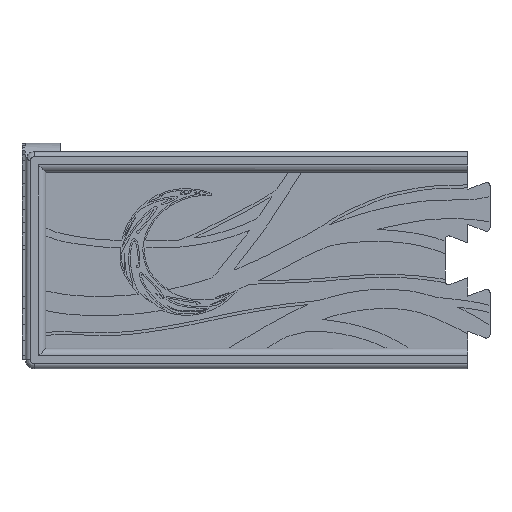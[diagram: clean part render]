
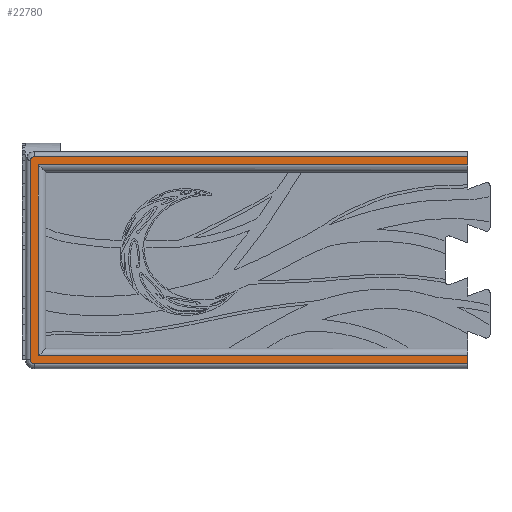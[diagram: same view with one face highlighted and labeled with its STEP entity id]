
A CAD part, front view. The second image highlights one B-rep face of the part: STEP entity #22780.
In plain terms, the highlighted planar face has unit normal (0, -1, 0).
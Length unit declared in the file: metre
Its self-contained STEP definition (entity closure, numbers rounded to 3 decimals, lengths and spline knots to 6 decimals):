
#248=LINE('',#31304,#3415);
#249=LINE('',#31388,#3416);
#653=LINE('',#32256,#3820);
#655=LINE('',#32262,#3822);
#657=LINE('',#32266,#3824);
#661=LINE('',#32276,#3828);
#667=LINE('',#32293,#3834);
#3415=VECTOR('',#25332,1.);
#3416=VECTOR('',#25341,1.);
#3820=VECTOR('',#25785,1.);
#3822=VECTOR('',#25791,1.);
#3824=VECTOR('',#25795,1.);
#3828=VECTOR('',#25805,1.);
#3834=VECTOR('',#25819,1.);
#6539=B_SPLINE_CURVE_WITH_KNOTS('',3,(#31331,#31332,#31333,#31334,#31335),
 .UNSPECIFIED.,.F.,.F.,(4,1,4),(0.750419,0.875209,1.),
 .UNSPECIFIED.);
#6544=B_SPLINE_CURVE_WITH_KNOTS('',3,(#31380,#31381,#31382,#31383,#31384),
 .UNSPECIFIED.,.F.,.F.,(4,1,4),(0.,0.5,1.),.UNSPECIFIED.);
#6545=B_SPLINE_CURVE_WITH_KNOTS('',3,(#31390,#31391,#31392,#31393),
 .UNSPECIFIED.,.F.,.F.,(4,4),(0.037663,1.),.UNSPECIFIED.);
#7455=ORIENTED_EDGE('',*,*,#14103,.T.);
#7456=ORIENTED_EDGE('',*,*,#13665,.T.);
#7457=ORIENTED_EDGE('',*,*,#13667,.T.);
#7458=ORIENTED_EDGE('',*,*,#13676,.T.);
#7459=ORIENTED_EDGE('',*,*,#13673,.T.);
#7460=ORIENTED_EDGE('',*,*,#13675,.T.);
#7461=ORIENTED_EDGE('',*,*,#14111,.T.);
#7462=ORIENTED_EDGE('',*,*,#14098,.T.);
#7463=ORIENTED_EDGE('',*,*,#14093,.T.);
#7464=ORIENTED_EDGE('',*,*,#14096,.T.);
#13665=EDGE_CURVE('',#17077,#17076,#248,.F.);
#13667=EDGE_CURVE('',#17076,#17078,#6539,.T.);
#13673=EDGE_CURVE('',#17080,#17081,#6544,.T.);
#13675=EDGE_CURVE('',#17081,#17082,#249,.F.);
#13676=EDGE_CURVE('',#17078,#17080,#6545,.T.);
#14093=EDGE_CURVE('',#17493,#17495,#653,.F.);
#14096=EDGE_CURVE('',#17495,#17497,#655,.F.);
#14098=EDGE_CURVE('',#17499,#17493,#657,.T.);
#14103=EDGE_CURVE('',#17497,#17077,#661,.T.);
#14111=EDGE_CURVE('',#17082,#17499,#667,.T.);
#17076=VERTEX_POINT('',#31303);
#17077=VERTEX_POINT('',#31305);
#17078=VERTEX_POINT('',#31336);
#17080=VERTEX_POINT('',#31372);
#17081=VERTEX_POINT('',#31379);
#17082=VERTEX_POINT('',#31387);
#17493=VERTEX_POINT('',#32251);
#17495=VERTEX_POINT('',#32255);
#17497=VERTEX_POINT('',#32261);
#17499=VERTEX_POINT('',#32267);
#19305=EDGE_LOOP('',(#7455,#7456,#7457,#7458,#7459,#7460,#7461,#7462,#7463,
#7464));
#20530=FACE_BOUND('',#19305,.T.);
#21700=PLANE('',#24032);
#22780=ADVANCED_FACE('',(#20530),#21700,.T.);
#24032=AXIS2_PLACEMENT_3D('',#32419,#25935,#25936);
#25332=DIRECTION('',(1.,0.,0.));
#25341=DIRECTION('',(-1.,0.,0.));
#25785=DIRECTION('',(0.,0.,-1.));
#25791=DIRECTION('',(-1.,0.,0.));
#25795=DIRECTION('',(-1.,0.,0.));
#25805=DIRECTION('',(0.,0.,1.));
#25819=DIRECTION('',(0.,0.,1.));
#25935=DIRECTION('',(0.,-1.,0.));
#25936=DIRECTION('',(1.,0.,0.));
#31303=CARTESIAN_POINT('',(-0.25,-0.02,0.044672));
#31304=CARTESIAN_POINT('',(0.,-0.02,0.044672));
#31305=CARTESIAN_POINT('',(0.,-0.02,0.044672));
#31331=CARTESIAN_POINT('',(-0.25,-0.02,0.044672));
#31332=CARTESIAN_POINT('',(-0.250568,-0.02,0.044672));
#31333=CARTESIAN_POINT('',(-0.251698,-0.02,0.0442));
#31334=CARTESIAN_POINT('',(-0.252171,-0.02,0.043079));
#31335=CARTESIAN_POINT('',(-0.252171,-0.02,0.042506));
#31336=CARTESIAN_POINT('',(-0.252172,-0.02,0.042503));
#31372=CARTESIAN_POINT('',(-0.252172,-0.02,-0.0725));
#31379=CARTESIAN_POINT('',(-0.25,-0.02,-0.074672));
#31380=CARTESIAN_POINT('',(-0.252172,-0.02,-0.0725));
#31381=CARTESIAN_POINT('',(-0.252172,-0.02,-0.073069));
#31382=CARTESIAN_POINT('',(-0.2517,-0.02,-0.074201));
#31383=CARTESIAN_POINT('',(-0.25057,-0.02,-0.074672));
#31384=CARTESIAN_POINT('',(-0.25,-0.02,-0.074672));
#31387=CARTESIAN_POINT('',(0.,-0.02,-0.074672));
#31388=CARTESIAN_POINT('',(-0.121038,-0.02,-0.074672));
#31390=CARTESIAN_POINT('',(-0.252172,-0.02,0.042503));
#31391=CARTESIAN_POINT('',(-0.252172,-0.02,0.004169));
#31392=CARTESIAN_POINT('',(-0.252172,-0.02,-0.034166));
#31393=CARTESIAN_POINT('',(-0.252172,-0.02,-0.0725));
#32251=CARTESIAN_POINT('',(-0.247493,-0.02,-0.070038));
#32255=CARTESIAN_POINT('',(-0.247493,-0.02,0.040038));
#32256=CARTESIAN_POINT('',(-0.247493,-0.02,-0.015));
#32261=CARTESIAN_POINT('',(0.,-0.02,0.040038));
#32262=CARTESIAN_POINT('',(-0.121038,-0.02,0.040038));
#32266=CARTESIAN_POINT('',(-0.24325,-0.02,-0.070038));
#32267=CARTESIAN_POINT('',(0.,-0.02,-0.070038));
#32276=CARTESIAN_POINT('',(0.,-0.02,0.041648));
#32293=CARTESIAN_POINT('',(0.,-0.02,-0.071648));
#32419=CARTESIAN_POINT('',(-0.121038,-0.02,-0.015));
